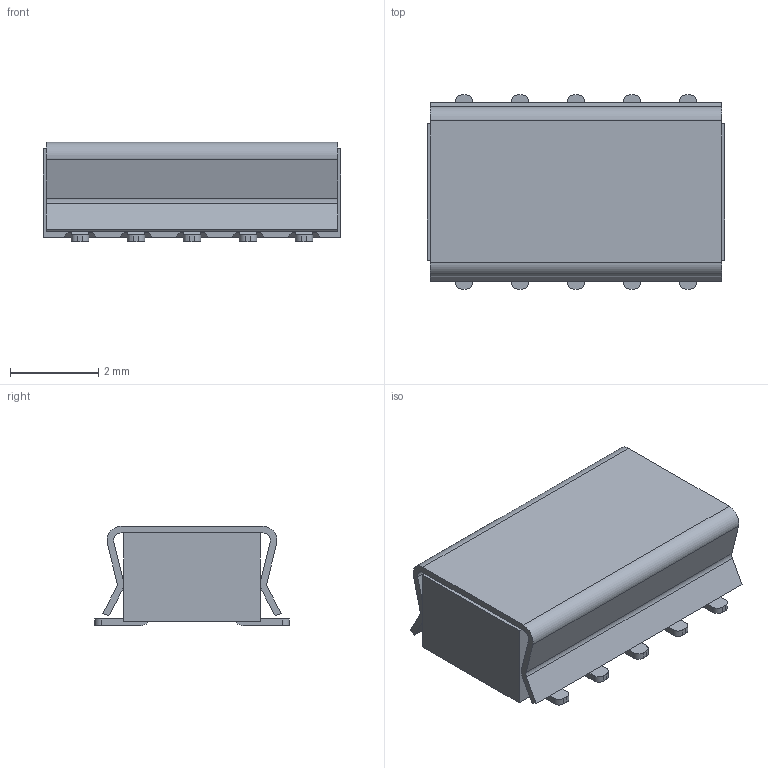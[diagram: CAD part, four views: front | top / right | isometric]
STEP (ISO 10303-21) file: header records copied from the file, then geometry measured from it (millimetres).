
FILE_DESCRIPTION(/* description */ ('Unknown'),/* implementation_level */ '2;1');
FILE_NAME(/* name */ '623310235321',/* time_stamp */ '2017-03-20T11:49:19+01:00',/* author */ ('Unknown'),/* organization */ ('Unknown'),/* preprocessor_version */ 'ST-DEVELOPER v16.7',/* originating_system */ 'DEX',/* authorisation */ $);
FILE_SCHEMA (('AUTOMOTIVE_DESIGN {1 0 10303 214 3 1 1}'));
Length unit declared in the file: millimetre
Products named in the file (4): 6233xx235321; 623010235321; 6233xx235321_PAD
Assembly tree (12 placements, depth 2):
  6233xx235321
    623010235321
    6233xx235321  x10
    6233xx235321_PAD
Bounding box: 6.75 x 4.4 x 2.25 mm (x, y, z)
Volume: 38.6 mm3; surface area: 316.8 mm2
Topology: 12 solids, 12 shells, 768 faces, 2142 edges, 1388 vertices
Faces by surface type: plane 480, cylinder 288
Entity records: 6886 total; most frequent: CARTESIAN_POINT 1245, ORIENTED_EDGE 1188, DIRECTION 1086, EDGE_CURVE 594, LINE 516, VECTOR 516, VERTEX_POINT 380, AXIS2_PLACEMENT_3D 285
